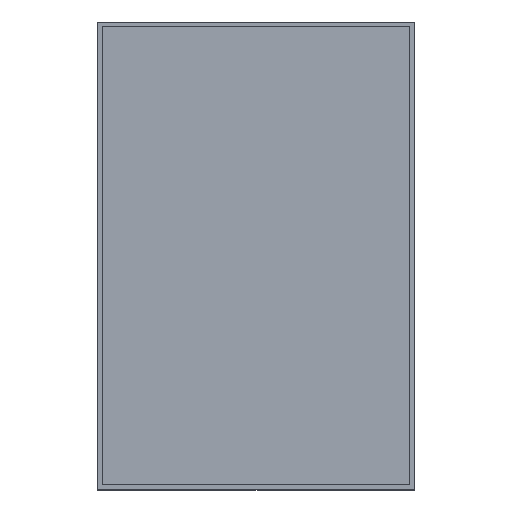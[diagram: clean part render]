
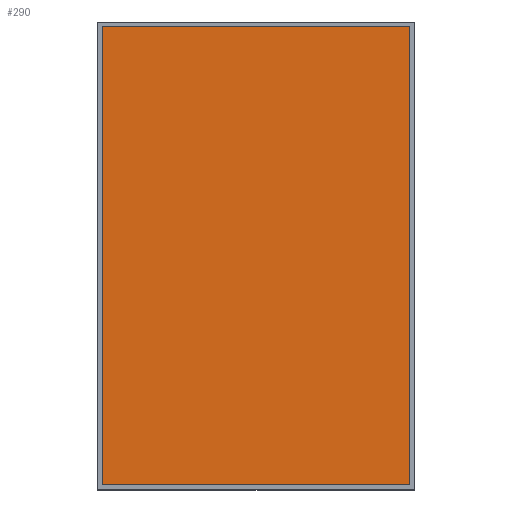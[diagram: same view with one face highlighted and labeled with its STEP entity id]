
A CAD part, top view. The second image highlights one B-rep face of the part: STEP entity #290.
In plain terms, the highlighted planar face has unit normal (0, 0, 1).
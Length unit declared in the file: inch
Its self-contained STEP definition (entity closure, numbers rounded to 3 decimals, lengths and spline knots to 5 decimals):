
#81=DIRECTION('',(-1.,0.,0.));
#82=VECTOR('',#81,1.24016);
#83=CARTESIAN_POINT('',(0.62008,0.9252,0.15693));
#84=LINE('',#83,#82);
#85=DIRECTION('',(0.,1.,0.));
#86=VECTOR('',#85,1.85039);
#87=CARTESIAN_POINT('',(0.62008,-0.9252,
0.15693));
#88=LINE('',#87,#86);
#89=DIRECTION('',(1.,0.,0.));
#90=VECTOR('',#89,1.24016);
#91=CARTESIAN_POINT('',(-0.62008,-0.9252,
0.15693));
#92=LINE('',#91,#90);
#93=DIRECTION('',(0.,-1.,0.));
#94=VECTOR('',#93,1.85039);
#95=CARTESIAN_POINT('',(-0.62008,0.9252,
0.15693));
#96=LINE('',#95,#94);
#113=CARTESIAN_POINT('',(0.62008,0.9252,
0.15693));
#114=CARTESIAN_POINT('',(-0.62008,0.9252,
0.15693));
#115=VERTEX_POINT('',#113);
#116=VERTEX_POINT('',#114);
#117=CARTESIAN_POINT('',(-0.62008,-0.9252,
0.15693));
#118=VERTEX_POINT('',#117);
#119=CARTESIAN_POINT('',(0.62008,-0.9252,
0.15693));
#120=VERTEX_POINT('',#119);
#279=CARTESIAN_POINT('',(0.,0.,0.15693));
#280=DIRECTION('',(0.,0.,1.));
#281=DIRECTION('',(1.,0.,0.));
#282=AXIS2_PLACEMENT_3D('',#279,#280,#281);
#283=PLANE('',#282);
#284=ORIENTED_EDGE('',*,*,#231,.F.);
#285=ORIENTED_EDGE('',*,*,#246,.F.);
#286=ORIENTED_EDGE('',*,*,#260,.F.);
#287=ORIENTED_EDGE('',*,*,#273,.F.);
#288=EDGE_LOOP('',(#284,#285,#286,#287));
#289=FACE_OUTER_BOUND('',#288,.F.);
#290=ADVANCED_FACE('',(#289),#283,.T.);
#231=EDGE_CURVE('',#115,#116,#84,.T.);
#246=EDGE_CURVE('',#120,#115,#88,.T.);
#260=EDGE_CURVE('',#118,#120,#92,.T.);
#273=EDGE_CURVE('',#116,#118,#96,.T.);
